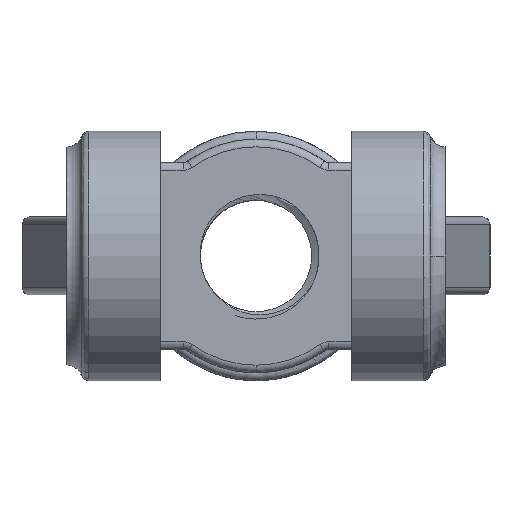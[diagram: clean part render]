
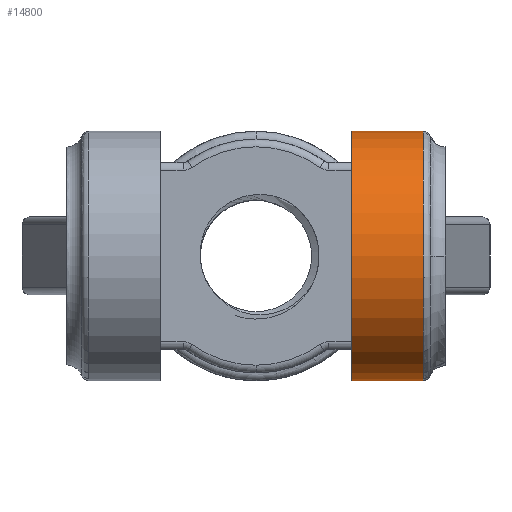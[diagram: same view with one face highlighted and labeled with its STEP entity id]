
A CAD part, front view. The second image highlights one B-rep face of the part: STEP entity #14800.
In plain terms, the highlighted cylindrical face has radius 50.8 mm (diameter 101.6 mm), a partial arc.
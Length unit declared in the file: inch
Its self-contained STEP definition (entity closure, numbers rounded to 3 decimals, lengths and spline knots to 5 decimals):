
#697 = ORIENTED_EDGE ( 'NONE', *, *, #6409, .T. ) ;
#1844 = CARTESIAN_POINT ( 'NONE',  ( 1.531, -11., 0. ) ) ;
#2835 = ORIENTED_EDGE ( 'NONE', *, *, #4076, .T. ) ;
#2934 = CARTESIAN_POINT ( 'NONE',  ( -3.031, -11., 2. ) ) ;
#2976 = DIRECTION ( 'NONE',  ( -1., 0., 0. ) ) ;
#3068 = DIRECTION ( 'NONE',  ( 0., -1., 0. ) ) ;
#4076 = EDGE_CURVE ( 'NONE', #6655, #10040, #7548, .T. ) ;
#4120 = DIRECTION ( 'NONE',  ( -1., 0., 0. ) ) ;
#5261 = LINE ( 'NONE', #2934, #14242 ) ;
#5264 = CYLINDRICAL_SURFACE ( 'NONE', #7016, 2. ) ;
#5593 = CARTESIAN_POINT ( 'NONE',  ( 1.531, -11., 2. ) ) ;
#5883 = AXIS2_PLACEMENT_3D ( 'NONE', #7010, #15222, #8188 ) ;
#6409 = EDGE_CURVE ( 'NONE', #10040, #6654, #5261, .T. ) ;
#6410 = CARTESIAN_POINT ( 'NONE',  ( -3.031, -11., 0. ) ) ;
#6654 = VERTEX_POINT ( 'NONE', #5593 ) ;
#6655 = VERTEX_POINT ( 'NONE', #13792 ) ;
#7010 = CARTESIAN_POINT ( 'NONE',  ( 2.67745, -11., 0. ) ) ;
#7016 = AXIS2_PLACEMENT_3D ( 'NONE', #6410, #2976, #13441 ) ;
#7108 = EDGE_CURVE ( 'NONE', #14014, #6654, #13330, .T. ) ;
#7548 = CIRCLE ( 'NONE', #5883, 2. ) ;
#8188 = DIRECTION ( 'NONE',  ( 0., 1., 0. ) ) ;
#9409 = CARTESIAN_POINT ( 'NONE',  ( -3.031, -11., -2. ) ) ;
#9415 = ORIENTED_EDGE ( 'NONE', *, *, #11035, .F. ) ;
#9465 = VECTOR ( 'NONE', #14122, 39.37008 ) ;
#10040 = VERTEX_POINT ( 'NONE', #11972 ) ;
#10070 = DIRECTION ( 'NONE',  ( -1., 0., 0. ) ) ;
#10544 = ORIENTED_EDGE ( 'NONE', *, *, #7108, .F. ) ;
#10825 = CARTESIAN_POINT ( 'NONE',  ( 1.531, -11., -2. ) ) ;
#11035 = EDGE_CURVE ( 'NONE', #6655, #14014, #12553, .T. ) ;
#11860 = FACE_OUTER_BOUND ( 'NONE', #12348, .T. ) ;
#11972 = CARTESIAN_POINT ( 'NONE',  ( 2.67745, -11., 2. ) ) ;
#12348 = EDGE_LOOP ( 'NONE', ( #9415, #2835, #697, #10544 ) ) ;
#12553 = LINE ( 'NONE', #9409, #9465 ) ;
#13330 = CIRCLE ( 'NONE', #14658, 2. ) ;
#13441 = DIRECTION ( 'NONE',  ( 0., 0., 1. ) ) ;
#13792 = CARTESIAN_POINT ( 'NONE',  ( 2.67745, -11., -2. ) ) ;
#14014 = VERTEX_POINT ( 'NONE', #10825 ) ;
#14122 = DIRECTION ( 'NONE',  ( -1., 0., 0. ) ) ;
#14242 = VECTOR ( 'NONE', #4120, 39.37008 ) ;
#14658 = AXIS2_PLACEMENT_3D ( 'NONE', #1844, #10070, #3068 ) ;
#14800 = ADVANCED_FACE ( 'NONE', ( #11860 ), #5264, .T. ) ;
#15222 = DIRECTION ( 'NONE',  ( -1., 0., 0. ) ) ;
